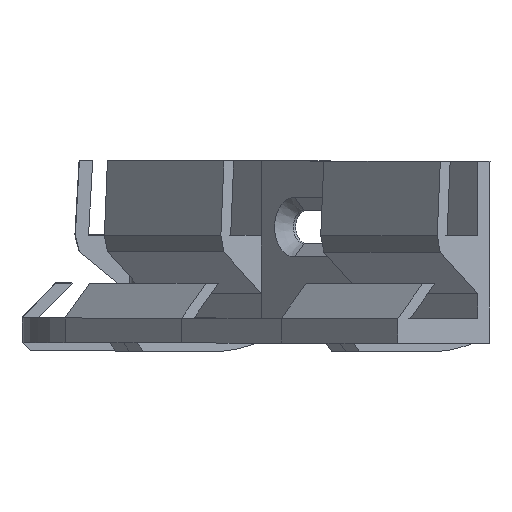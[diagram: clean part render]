
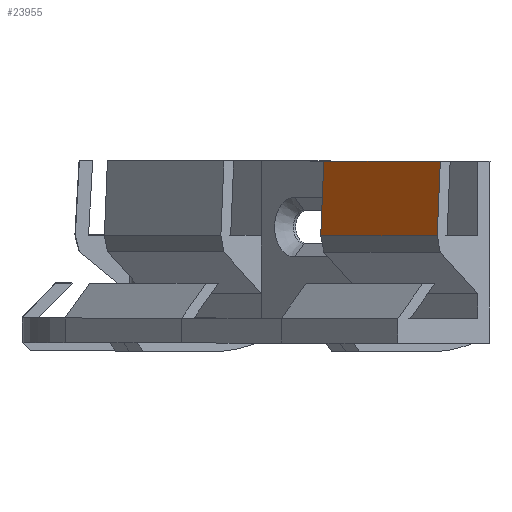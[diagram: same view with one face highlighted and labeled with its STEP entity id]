
A CAD part, left-side view. The second image highlights one B-rep face of the part: STEP entity #23955.
In plain terms, the highlighted face is planar.
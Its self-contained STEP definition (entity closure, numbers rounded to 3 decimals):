
#22060 = PLANE('',#22061);
#22061 = AXIS2_PLACEMENT_3D('',#22062,#22063,#22064);
#22062 = CARTESIAN_POINT('',(-10.5,5.766,9.503));
#22063 = DIRECTION('',(-1.,0.,0.));
#22064 = DIRECTION('',(0.,0.,1.));
#22494 = PLANE('',#22495);
#22495 = AXIS2_PLACEMENT_3D('',#22496,#22497,#22498);
#22496 = CARTESIAN_POINT('',(10.5,5.766,9.503));
#22497 = DIRECTION('',(-1.,0.,0.));
#22498 = DIRECTION('',(0.,0.,1.));
#22754 = VERTEX_POINT('',#22755);
#22755 = CARTESIAN_POINT('',(-10.5,8.1,22.));
#22769 = PLANE('',#22770);
#22770 = AXIS2_PLACEMENT_3D('',#22771,#22772,#22773);
#22771 = CARTESIAN_POINT('',(0.,6.5,22.));
#22772 = DIRECTION('',(0.,0.,-1.));
#22773 = DIRECTION('',(0.,1.,0.));
#22781 = EDGE_CURVE('',#22754,#22782,#22784,.T.);
#22782 = VERTEX_POINT('',#22783);
#22783 = CARTESIAN_POINT('',(-10.5,8.6,13.));
#22784 = SURFACE_CURVE('',#22785,(#22789,#22796),.PCURVE_S1.);
#22785 = LINE('',#22786,#22787);
#22786 = CARTESIAN_POINT('',(-10.5,8.1,22.));
#22787 = VECTOR('',#22788,1.);
#22788 = DIRECTION('',(0.,0.055,-0.998));
#22789 = PCURVE('',#22060,#22790);
#22790 = DEFINITIONAL_REPRESENTATION('',(#22791),#22795);
#22791 = LINE('',#22792,#22793);
#22792 = CARTESIAN_POINT('',(12.497,2.334));
#22793 = VECTOR('',#22794,1.);
#22794 = DIRECTION('',(-0.998,0.055));
#22795 = ( GEOMETRIC_REPRESENTATION_CONTEXT(2) 
PARAMETRIC_REPRESENTATION_CONTEXT() REPRESENTATION_CONTEXT('2D SPACE',''
  ) );
#22796 = PCURVE('',#22797,#22802);
#22797 = PLANE('',#22798);
#22798 = AXIS2_PLACEMENT_3D('',#22799,#22800,#22801);
#22799 = CARTESIAN_POINT('',(0.,8.1,22.));
#22800 = DIRECTION('',(-0.,-0.998,-0.055));
#22801 = DIRECTION('',(0.,0.055,-0.998));
#22802 = DEFINITIONAL_REPRESENTATION('',(#22803),#22807);
#22803 = LINE('',#22804,#22805);
#22804 = CARTESIAN_POINT('',(0.,-10.5));
#22805 = VECTOR('',#22806,1.);
#22806 = DIRECTION('',(1.,0.));
#22807 = ( GEOMETRIC_REPRESENTATION_CONTEXT(2) 
PARAMETRIC_REPRESENTATION_CONTEXT() REPRESENTATION_CONTEXT('2D SPACE',''
  ) );
#22825 = PLANE('',#22826);
#22826 = AXIS2_PLACEMENT_3D('',#22827,#22828,#22829);
#22827 = CARTESIAN_POINT('',(0.,8.6,13.));
#22828 = DIRECTION('',(0.,-0.97,0.243));
#22829 = DIRECTION('',(-0.,-0.243,-0.97));
#23600 = VERTEX_POINT('',#23601);
#23601 = CARTESIAN_POINT('',(10.5,8.1,22.));
#23622 = EDGE_CURVE('',#23600,#23623,#23625,.T.);
#23623 = VERTEX_POINT('',#23624);
#23624 = CARTESIAN_POINT('',(10.5,8.6,13.));
#23625 = SURFACE_CURVE('',#23626,(#23630,#23637),.PCURVE_S1.);
#23626 = LINE('',#23627,#23628);
#23627 = CARTESIAN_POINT('',(10.5,8.1,22.));
#23628 = VECTOR('',#23629,1.);
#23629 = DIRECTION('',(0.,0.055,-0.998));
#23630 = PCURVE('',#22494,#23631);
#23631 = DEFINITIONAL_REPRESENTATION('',(#23632),#23636);
#23632 = LINE('',#23633,#23634);
#23633 = CARTESIAN_POINT('',(12.497,2.334));
#23634 = VECTOR('',#23635,1.);
#23635 = DIRECTION('',(-0.998,0.055));
#23636 = ( GEOMETRIC_REPRESENTATION_CONTEXT(2) 
PARAMETRIC_REPRESENTATION_CONTEXT() REPRESENTATION_CONTEXT('2D SPACE',''
  ) );
#23637 = PCURVE('',#22797,#23638);
#23638 = DEFINITIONAL_REPRESENTATION('',(#23639),#23643);
#23639 = LINE('',#23640,#23641);
#23640 = CARTESIAN_POINT('',(0.,10.5));
#23641 = VECTOR('',#23642,1.);
#23642 = DIRECTION('',(1.,0.));
#23643 = ( GEOMETRIC_REPRESENTATION_CONTEXT(2) 
PARAMETRIC_REPRESENTATION_CONTEXT() REPRESENTATION_CONTEXT('2D SPACE',''
  ) );
#23933 = EDGE_CURVE('',#23600,#22754,#23934,.T.);
#23934 = SURFACE_CURVE('',#23935,(#23939,#23946),.PCURVE_S1.);
#23935 = LINE('',#23936,#23937);
#23936 = CARTESIAN_POINT('',(10.5,8.1,22.));
#23937 = VECTOR('',#23938,1.);
#23938 = DIRECTION('',(-1.,0.,0.));
#23939 = PCURVE('',#22769,#23940);
#23940 = DEFINITIONAL_REPRESENTATION('',(#23941),#23945);
#23941 = LINE('',#23942,#23943);
#23942 = CARTESIAN_POINT('',(1.6,10.5));
#23943 = VECTOR('',#23944,1.);
#23944 = DIRECTION('',(0.,-1.));
#23945 = ( GEOMETRIC_REPRESENTATION_CONTEXT(2) 
PARAMETRIC_REPRESENTATION_CONTEXT() REPRESENTATION_CONTEXT('2D SPACE',''
  ) );
#23946 = PCURVE('',#22797,#23947);
#23947 = DEFINITIONAL_REPRESENTATION('',(#23948),#23952);
#23948 = LINE('',#23949,#23950);
#23949 = CARTESIAN_POINT('',(0.,10.5));
#23950 = VECTOR('',#23951,1.);
#23951 = DIRECTION('',(0.,-1.));
#23952 = ( GEOMETRIC_REPRESENTATION_CONTEXT(2) 
PARAMETRIC_REPRESENTATION_CONTEXT() REPRESENTATION_CONTEXT('2D SPACE',''
  ) );
#23955 = ADVANCED_FACE('',(#23956),#22797,.F.);
#23956 = FACE_BOUND('',#23957,.F.);
#23957 = EDGE_LOOP('',(#23958,#23959,#23980,#23981));
#23958 = ORIENTED_EDGE('',*,*,#22781,.T.);
#23959 = ORIENTED_EDGE('',*,*,#23960,.F.);
#23960 = EDGE_CURVE('',#23623,#22782,#23961,.T.);
#23961 = SURFACE_CURVE('',#23962,(#23966,#23973),.PCURVE_S1.);
#23962 = LINE('',#23963,#23964);
#23963 = CARTESIAN_POINT('',(10.5,8.6,13.));
#23964 = VECTOR('',#23965,1.);
#23965 = DIRECTION('',(-1.,0.,0.));
#23966 = PCURVE('',#22797,#23967);
#23967 = DEFINITIONAL_REPRESENTATION('',(#23968),#23972);
#23968 = LINE('',#23969,#23970);
#23969 = CARTESIAN_POINT('',(9.014,10.5));
#23970 = VECTOR('',#23971,1.);
#23971 = DIRECTION('',(0.,-1.));
#23972 = ( GEOMETRIC_REPRESENTATION_CONTEXT(2) 
PARAMETRIC_REPRESENTATION_CONTEXT() REPRESENTATION_CONTEXT('2D SPACE',''
  ) );
#23973 = PCURVE('',#22825,#23974);
#23974 = DEFINITIONAL_REPRESENTATION('',(#23975),#23979);
#23975 = LINE('',#23976,#23977);
#23976 = CARTESIAN_POINT('',(-0.,10.5));
#23977 = VECTOR('',#23978,1.);
#23978 = DIRECTION('',(0.,-1.));
#23979 = ( GEOMETRIC_REPRESENTATION_CONTEXT(2) 
PARAMETRIC_REPRESENTATION_CONTEXT() REPRESENTATION_CONTEXT('2D SPACE',''
  ) );
#23980 = ORIENTED_EDGE('',*,*,#23622,.F.);
#23981 = ORIENTED_EDGE('',*,*,#23933,.T.);
